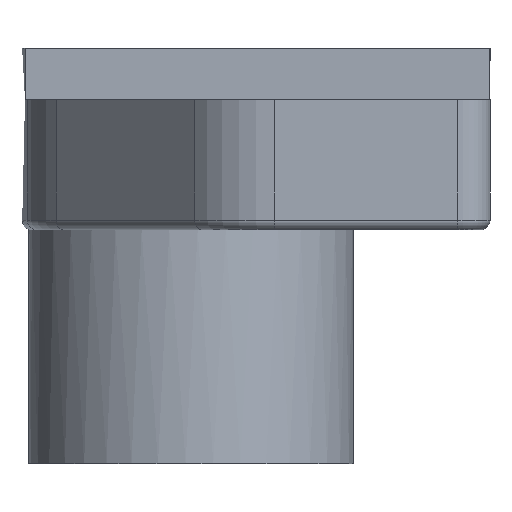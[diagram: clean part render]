
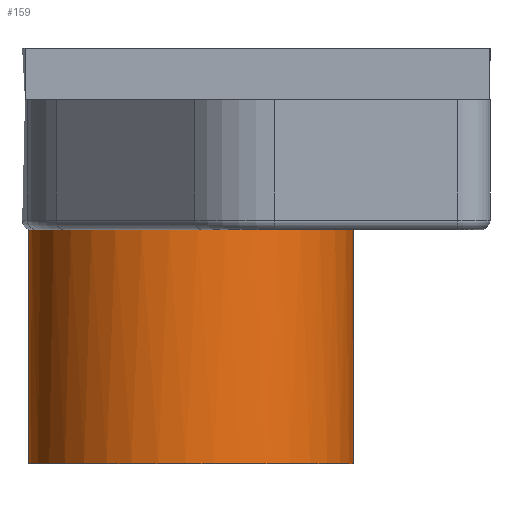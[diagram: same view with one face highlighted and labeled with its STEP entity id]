
A CAD part, front view. The second image highlights one B-rep face of the part: STEP entity #159.
In plain terms, the highlighted cylindrical face has radius 24.994 mm (diameter 49.987 mm), a full revolution.
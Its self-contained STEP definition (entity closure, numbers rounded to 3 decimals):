
#159=ADVANCED_FACE('',(#204,#205),#191,.T.);
#191=CYLINDRICAL_SURFACE('',#588,24.994);
#204=FACE_BOUND('',#206,.T.);
#205=FACE_BOUND('',#207,.T.);
#206=EDGE_LOOP('',(#240,#241));
#207=EDGE_LOOP('',(#242));
#239=B_SPLINE_CURVE_WITH_KNOTS('',3,(#851,#852,#853,#854,#855,#856),
 .UNSPECIFIED.,.F.,.F.,(4,2,4),(0.,0.5,1.),.UNSPECIFIED.);
#240=ORIENTED_EDGE('',*,*,#439,.F.);
#241=ORIENTED_EDGE('',*,*,#440,.F.);
#242=ORIENTED_EDGE('',*,*,#441,.F.);
#392=VERTEX_POINT('',#849);
#393=VERTEX_POINT('',#850);
#394=VERTEX_POINT('',#858);
#439=EDGE_CURVE('',#392,#393,#515,.T.);
#440=EDGE_CURVE('',#393,#392,#239,.T.);
#441=EDGE_CURVE('',#394,#394,#516,.T.);
#515=CIRCLE('',#586,24.994);
#516=CIRCLE('',#587,24.994);
#586=AXIS2_PLACEMENT_3D('',#848,#664,#665);
#587=AXIS2_PLACEMENT_3D('',#857,#666,#667);
#588=AXIS2_PLACEMENT_3D('',#859,#668,#669);
#664=DIRECTION('',(0.,0.,1.));
#665=DIRECTION('',(-1.,0.,0.));
#666=DIRECTION('',(0.,0.,-1.));
#667=DIRECTION('',(-1.,0.,0.));
#668=DIRECTION('',(0.,0.,-1.));
#669=DIRECTION('',(0.,1.,0.));
#848=CARTESIAN_POINT('',(-46.,2.,-20.));
#849=CARTESIAN_POINT('',(-70.423,-3.312,-20.));
#850=CARTESIAN_POINT('',(-69.876,9.39,-20.));
#851=CARTESIAN_POINT('',(-69.876,9.39,-20.));
#852=CARTESIAN_POINT('',(-70.512,7.335,-20.));
#853=CARTESIAN_POINT('',(-70.882,5.191,-19.9));
#854=CARTESIAN_POINT('',(-71.062,0.912,-19.901));
#855=CARTESIAN_POINT('',(-70.88,-1.209,-20.));
#856=CARTESIAN_POINT('',(-70.423,-3.312,-20.));
#857=CARTESIAN_POINT('',(-46.,2.,-56.));
#858=CARTESIAN_POINT('',(-70.994,2.,-56.));
#859=CARTESIAN_POINT('',(-46.,2.,-20.));
